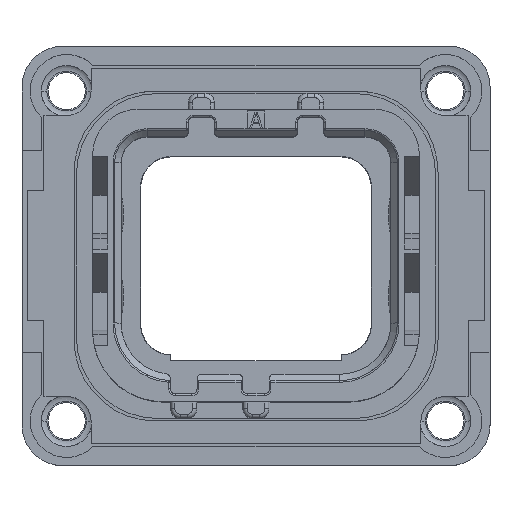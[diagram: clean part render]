
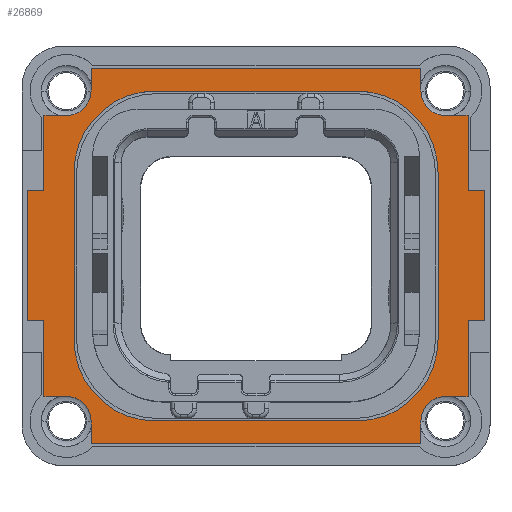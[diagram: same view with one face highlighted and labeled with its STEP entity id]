
A CAD part, top view. The second image highlights one B-rep face of the part: STEP entity #26869.
In plain terms, the highlighted planar face has unit normal (0, 0, 1).
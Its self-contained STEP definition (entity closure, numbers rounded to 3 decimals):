
#961=DIRECTION('',(0.,-1.,0.));
#962=VECTOR('',#961,4.65);
#963=CARTESIAN_POINT('',(-13.05,-4.,2.31));
#964=LINE('',#963,#962);
#965=DIRECTION('',(1.,0.,0.));
#966=VECTOR('',#965,1.);
#967=CARTESIAN_POINT('',(-14.05,-4.,2.31));
#968=LINE('',#967,#966);
#969=DIRECTION('',(0.,-1.,0.));
#970=VECTOR('',#969,8.);
#971=CARTESIAN_POINT('',(-14.05,4.,2.31));
#972=LINE('',#971,#970);
#973=DIRECTION('',(-1.,0.,0.));
#974=VECTOR('',#973,1.);
#975=CARTESIAN_POINT('',(-13.05,4.,2.31));
#976=LINE('',#975,#974);
#977=DIRECTION('',(0.,-1.,0.));
#978=VECTOR('',#977,4.65);
#979=CARTESIAN_POINT('',(-13.05,8.65,2.31));
#980=LINE('',#979,#978);
#981=DIRECTION('',(1.,0.,0.));
#982=VECTOR('',#981,1.4);
#983=CARTESIAN_POINT('',(-13.05,8.65,2.31));
#984=LINE('',#983,#982);
#985=CARTESIAN_POINT('',(-11.65,10.15,2.31));
#986=DIRECTION('',(0.,0.,1.));
#987=DIRECTION('',(0.,-1.,0.));
#988=AXIS2_PLACEMENT_3D('',#985,#986,#987);
#990=DIRECTION('',(0.,-1.,0.));
#991=VECTOR('',#990,1.4);
#992=CARTESIAN_POINT('',(-10.15,11.55,2.31));
#993=LINE('',#992,#991);
#994=DIRECTION('',(-1.,0.,0.));
#995=VECTOR('',#994,20.3);
#996=CARTESIAN_POINT('',(10.15,11.55,2.31));
#997=LINE('',#996,#995);
#998=DIRECTION('',(0.,-1.,0.));
#999=VECTOR('',#998,1.4);
#1000=CARTESIAN_POINT('',(10.15,11.55,2.31));
#1001=LINE('',#1000,#999);
#1002=CARTESIAN_POINT('',(11.65,10.15,2.31));
#1003=DIRECTION('',(0.,0.,1.));
#1004=DIRECTION('',(-1.,0.,0.));
#1005=AXIS2_PLACEMENT_3D('',#1002,#1003,#1004);
#1007=DIRECTION('',(-1.,0.,0.));
#1008=VECTOR('',#1007,1.4);
#1009=CARTESIAN_POINT('',(13.05,8.65,2.31));
#1010=LINE('',#1009,#1008);
#1011=DIRECTION('',(0.,1.,0.));
#1012=VECTOR('',#1011,4.65);
#1013=CARTESIAN_POINT('',(13.05,4.,2.31));
#1014=LINE('',#1013,#1012);
#1015=DIRECTION('',(-1.,0.,0.));
#1016=VECTOR('',#1015,1.);
#1017=CARTESIAN_POINT('',(14.05,4.,2.31));
#1018=LINE('',#1017,#1016);
#1019=DIRECTION('',(0.,1.,0.));
#1020=VECTOR('',#1019,8.);
#1021=CARTESIAN_POINT('',(14.05,-4.,2.31));
#1022=LINE('',#1021,#1020);
#1023=DIRECTION('',(1.,0.,0.));
#1024=VECTOR('',#1023,1.);
#1025=CARTESIAN_POINT('',(13.05,-4.,2.31));
#1026=LINE('',#1025,#1024);
#1027=DIRECTION('',(0.,1.,0.));
#1028=VECTOR('',#1027,4.65);
#1029=CARTESIAN_POINT('',(13.05,-8.65,2.31));
#1030=LINE('',#1029,#1028);
#1031=DIRECTION('',(-1.,0.,0.));
#1032=VECTOR('',#1031,1.4);
#1033=CARTESIAN_POINT('',(13.05,-8.65,2.31));
#1034=LINE('',#1033,#1032);
#1035=CARTESIAN_POINT('',(11.65,-10.15,2.31));
#1036=DIRECTION('',(0.,0.,1.));
#1037=DIRECTION('',(0.,1.,0.));
#1038=AXIS2_PLACEMENT_3D('',#1035,#1036,#1037);
#1040=DIRECTION('',(0.,1.,0.));
#1041=VECTOR('',#1040,1.4);
#1042=CARTESIAN_POINT('',(10.15,-11.55,2.31));
#1043=LINE('',#1042,#1041);
#1044=DIRECTION('',(1.,0.,0.));
#1045=VECTOR('',#1044,20.3);
#1046=CARTESIAN_POINT('',(-10.15,-11.55,2.31));
#1047=LINE('',#1046,#1045);
#1048=DIRECTION('',(0.,1.,0.));
#1049=VECTOR('',#1048,1.4);
#1050=CARTESIAN_POINT('',(-10.15,-11.55,2.31));
#1051=LINE('',#1050,#1049);
#1052=CARTESIAN_POINT('',(-11.65,-10.15,2.31));
#1053=DIRECTION('',(0.,0.,1.));
#1054=DIRECTION('',(1.,0.,0.));
#1055=AXIS2_PLACEMENT_3D('',#1052,#1053,#1054);
#1057=DIRECTION('',(1.,0.,0.));
#1058=VECTOR('',#1057,1.4);
#1059=CARTESIAN_POINT('',(-13.05,-8.65,2.31));
#1060=LINE('',#1059,#1058);
#1061=DIRECTION('',(0.,-1.,0.));
#1062=VECTOR('',#1061,10.3);
#1063=CARTESIAN_POINT('',(11.2,5.15,2.31));
#1064=LINE('',#1063,#1062);
#1065=DIRECTION('',(1.,0.,0.));
#1066=VECTOR('',#1065,12.4);
#1067=CARTESIAN_POINT('',(-6.2,10.15,2.31));
#1068=LINE('',#1067,#1066);
#1069=DIRECTION('',(0.,1.,0.));
#1070=VECTOR('',#1069,10.3);
#1071=CARTESIAN_POINT('',(-11.2,-5.15,2.31));
#1072=LINE('',#1071,#1070);
#1073=DIRECTION('',(-1.,0.,0.));
#1074=VECTOR('',#1073,12.4);
#1075=CARTESIAN_POINT('',(6.2,-10.15,2.31));
#1076=LINE('',#1075,#1074);
#1181=CARTESIAN_POINT('',(-6.2,-5.15,2.31));
#1182=DIRECTION('',(0.,0.,-1.));
#1183=DIRECTION('',(0.,-1.,0.));
#1184=AXIS2_PLACEMENT_3D('',#1181,#1182,#1183);
#1194=CARTESIAN_POINT('',(6.2,-5.15,2.31));
#1195=DIRECTION('',(0.,0.,-1.));
#1196=DIRECTION('',(1.,0.,0.));
#1197=AXIS2_PLACEMENT_3D('',#1194,#1195,#1196);
#1199=CARTESIAN_POINT('',(-6.2,5.15,2.31));
#1200=DIRECTION('',(0.,0.,-1.));
#1201=DIRECTION('',(-1.,0.,0.));
#1202=AXIS2_PLACEMENT_3D('',#1199,#1200,#1201);
#1212=CARTESIAN_POINT('',(6.2,5.15,2.31));
#1213=DIRECTION('',(0.,0.,-1.));
#1214=DIRECTION('',(0.,1.,0.));
#1215=AXIS2_PLACEMENT_3D('',#1212,#1213,#1214);
#24964=CARTESIAN_POINT('',(-11.2,-5.15,2.31));
#24965=CARTESIAN_POINT('',(-11.2,5.15,2.31));
#24966=VERTEX_POINT('',#24964);
#24967=VERTEX_POINT('',#24965);
#24968=CARTESIAN_POINT('',(-6.2,10.15,2.31));
#24969=CARTESIAN_POINT('',(6.2,10.15,2.31));
#24970=VERTEX_POINT('',#24968);
#24971=VERTEX_POINT('',#24969);
#24972=CARTESIAN_POINT('',(11.2,5.15,2.31));
#24973=CARTESIAN_POINT('',(11.2,-5.15,2.31));
#24974=VERTEX_POINT('',#24972);
#24975=VERTEX_POINT('',#24973);
#24976=CARTESIAN_POINT('',(6.2,-10.15,2.31));
#24977=CARTESIAN_POINT('',(-6.2,-10.15,2.31));
#24978=VERTEX_POINT('',#24976);
#24979=VERTEX_POINT('',#24977);
#24996=CARTESIAN_POINT('',(10.15,10.15,2.31));
#24997=CARTESIAN_POINT('',(11.65,8.65,2.31));
#24998=VERTEX_POINT('',#24996);
#24999=VERTEX_POINT('',#24997);
#25000=CARTESIAN_POINT('',(13.05,8.65,2.31));
#25001=VERTEX_POINT('',#25000);
#25002=CARTESIAN_POINT('',(10.15,11.55,2.31));
#25003=VERTEX_POINT('',#25002);
#25004=CARTESIAN_POINT('',(11.65,-8.65,2.31));
#25005=CARTESIAN_POINT('',(10.15,-10.15,2.31));
#25006=VERTEX_POINT('',#25004);
#25007=VERTEX_POINT('',#25005);
#25008=CARTESIAN_POINT('',(10.15,-11.55,2.31));
#25009=VERTEX_POINT('',#25008);
#25010=CARTESIAN_POINT('',(13.05,-8.65,2.31));
#25011=VERTEX_POINT('',#25010);
#25012=CARTESIAN_POINT('',(-10.15,-10.15,2.31));
#25013=CARTESIAN_POINT('',(-11.65,-8.65,2.31));
#25014=VERTEX_POINT('',#25012);
#25015=VERTEX_POINT('',#25013);
#25016=CARTESIAN_POINT('',(-13.05,-8.65,2.31));
#25017=VERTEX_POINT('',#25016);
#25018=CARTESIAN_POINT('',(-10.15,-11.55,2.31));
#25019=VERTEX_POINT('',#25018);
#25020=CARTESIAN_POINT('',(-10.15,11.55,2.31));
#25021=CARTESIAN_POINT('',(-10.15,10.15,2.31));
#25022=VERTEX_POINT('',#25020);
#25023=VERTEX_POINT('',#25021);
#25024=CARTESIAN_POINT('',(-13.05,8.65,2.31));
#25025=CARTESIAN_POINT('',(-11.65,8.65,2.31));
#25026=VERTEX_POINT('',#25024);
#25027=VERTEX_POINT('',#25025);
#25028=CARTESIAN_POINT('',(14.05,-4.,2.31));
#25029=CARTESIAN_POINT('',(14.05,4.,2.31));
#25030=VERTEX_POINT('',#25028);
#25031=VERTEX_POINT('',#25029);
#25032=CARTESIAN_POINT('',(-14.05,4.,2.31));
#25033=CARTESIAN_POINT('',(-14.05,-4.,2.31));
#25034=VERTEX_POINT('',#25032);
#25035=VERTEX_POINT('',#25033);
#25036=CARTESIAN_POINT('',(13.05,-4.,2.31));
#25037=VERTEX_POINT('',#25036);
#25038=CARTESIAN_POINT('',(13.05,4.,2.31));
#25039=VERTEX_POINT('',#25038);
#25040=CARTESIAN_POINT('',(-13.05,4.,2.31));
#25041=VERTEX_POINT('',#25040);
#25042=CARTESIAN_POINT('',(-13.05,-4.,2.31));
#25043=VERTEX_POINT('',#25042);
#26816=CARTESIAN_POINT('',(0.,0.,2.31));
#26817=DIRECTION('',(0.,0.,1.));
#26818=DIRECTION('',(1.,0.,0.));
#26819=AXIS2_PLACEMENT_3D('',#26816,#26817,#26818);
#26820=PLANE('',#26819);
#26821=ORIENTED_EDGE('',*,*,#26440,.F.);
#26822=ORIENTED_EDGE('',*,*,#26454,.F.);
#26823=ORIENTED_EDGE('',*,*,#26468,.F.);
#26824=ORIENTED_EDGE('',*,*,#26482,.F.);
#26825=ORIENTED_EDGE('',*,*,#26496,.F.);
#26826=ORIENTED_EDGE('',*,*,#26512,.T.);
#26828=ORIENTED_EDGE('',*,*,#26827,.T.);
#26829=ORIENTED_EDGE('',*,*,#26571,.F.);
#26830=ORIENTED_EDGE('',*,*,#26587,.F.);
#26831=ORIENTED_EDGE('',*,*,#26603,.T.);
#26833=ORIENTED_EDGE('',*,*,#26832,.T.);
#26834=ORIENTED_EDGE('',*,*,#26662,.F.);
#26835=ORIENTED_EDGE('',*,*,#26678,.F.);
#26836=ORIENTED_EDGE('',*,*,#26692,.F.);
#26837=ORIENTED_EDGE('',*,*,#26706,.F.);
#26838=ORIENTED_EDGE('',*,*,#26720,.F.);
#26839=ORIENTED_EDGE('',*,*,#26734,.F.);
#26840=ORIENTED_EDGE('',*,*,#26750,.T.);
#26842=ORIENTED_EDGE('',*,*,#26841,.T.);
#26843=ORIENTED_EDGE('',*,*,#26808,.F.);
#26844=ORIENTED_EDGE('',*,*,#26348,.F.);
#26845=ORIENTED_EDGE('',*,*,#26365,.T.);
#26847=ORIENTED_EDGE('',*,*,#26846,.T.);
#26848=ORIENTED_EDGE('',*,*,#26424,.F.);
#26849=EDGE_LOOP('',(#26821,#26822,#26823,#26824,#26825,#26826,#26828,#26829,
#26830,#26831,#26833,#26834,#26835,#26836,#26837,#26838,#26839,#26840,#26842,
#26843,#26844,#26845,#26847,#26848));
#26850=FACE_OUTER_BOUND('',#26849,.F.);
#26852=ORIENTED_EDGE('',*,*,#26851,.F.);
#26854=ORIENTED_EDGE('',*,*,#26853,.F.);
#26856=ORIENTED_EDGE('',*,*,#26855,.F.);
#26858=ORIENTED_EDGE('',*,*,#26857,.F.);
#26860=ORIENTED_EDGE('',*,*,#26859,.F.);
#26862=ORIENTED_EDGE('',*,*,#26861,.F.);
#26864=ORIENTED_EDGE('',*,*,#26863,.F.);
#26866=ORIENTED_EDGE('',*,*,#26865,.F.);
#26867=EDGE_LOOP('',(#26852,#26854,#26856,#26858,#26860,#26862,#26864,#26866));
#26868=FACE_BOUND('',#26867,.F.);
#26869=ADVANCED_FACE('',(#26850,#26868),#26820,.T.);
#989=CIRCLE('',#988,1.5);
#1006=CIRCLE('',#1005,1.5);
#1039=CIRCLE('',#1038,1.5);
#1056=CIRCLE('',#1055,1.5);
#1185=CIRCLE('',#1184,5.);
#1198=CIRCLE('',#1197,5.);
#1203=CIRCLE('',#1202,5.);
#1216=CIRCLE('',#1215,5.);
#26348=EDGE_CURVE('',#25019,#25009,#1047,.T.);
#26365=EDGE_CURVE('',#25019,#25014,#1051,.T.);
#26424=EDGE_CURVE('',#25017,#25015,#1060,.T.);
#26440=EDGE_CURVE('',#25043,#25017,#964,.T.);
#26454=EDGE_CURVE('',#25035,#25043,#968,.T.);
#26468=EDGE_CURVE('',#25034,#25035,#972,.T.);
#26482=EDGE_CURVE('',#25041,#25034,#976,.T.);
#26496=EDGE_CURVE('',#25026,#25041,#980,.T.);
#26512=EDGE_CURVE('',#25026,#25027,#984,.T.);
#26571=EDGE_CURVE('',#25022,#25023,#993,.T.);
#26587=EDGE_CURVE('',#25003,#25022,#997,.T.);
#26603=EDGE_CURVE('',#25003,#24998,#1001,.T.);
#26662=EDGE_CURVE('',#25001,#24999,#1010,.T.);
#26678=EDGE_CURVE('',#25039,#25001,#1014,.T.);
#26692=EDGE_CURVE('',#25031,#25039,#1018,.T.);
#26706=EDGE_CURVE('',#25030,#25031,#1022,.T.);
#26720=EDGE_CURVE('',#25037,#25030,#1026,.T.);
#26734=EDGE_CURVE('',#25011,#25037,#1030,.T.);
#26750=EDGE_CURVE('',#25011,#25006,#1034,.T.);
#26808=EDGE_CURVE('',#25009,#25007,#1043,.T.);
#26827=EDGE_CURVE('',#25027,#25023,#989,.T.);
#26832=EDGE_CURVE('',#24998,#24999,#1006,.T.);
#26841=EDGE_CURVE('',#25006,#25007,#1039,.T.);
#26846=EDGE_CURVE('',#25014,#25015,#1056,.T.);
#26851=EDGE_CURVE('',#24974,#24975,#1064,.T.);
#26853=EDGE_CURVE('',#24971,#24974,#1216,.T.);
#26855=EDGE_CURVE('',#24970,#24971,#1068,.T.);
#26857=EDGE_CURVE('',#24967,#24970,#1203,.T.);
#26859=EDGE_CURVE('',#24966,#24967,#1072,.T.);
#26861=EDGE_CURVE('',#24979,#24966,#1185,.T.);
#26863=EDGE_CURVE('',#24978,#24979,#1076,.T.);
#26865=EDGE_CURVE('',#24975,#24978,#1198,.T.);
